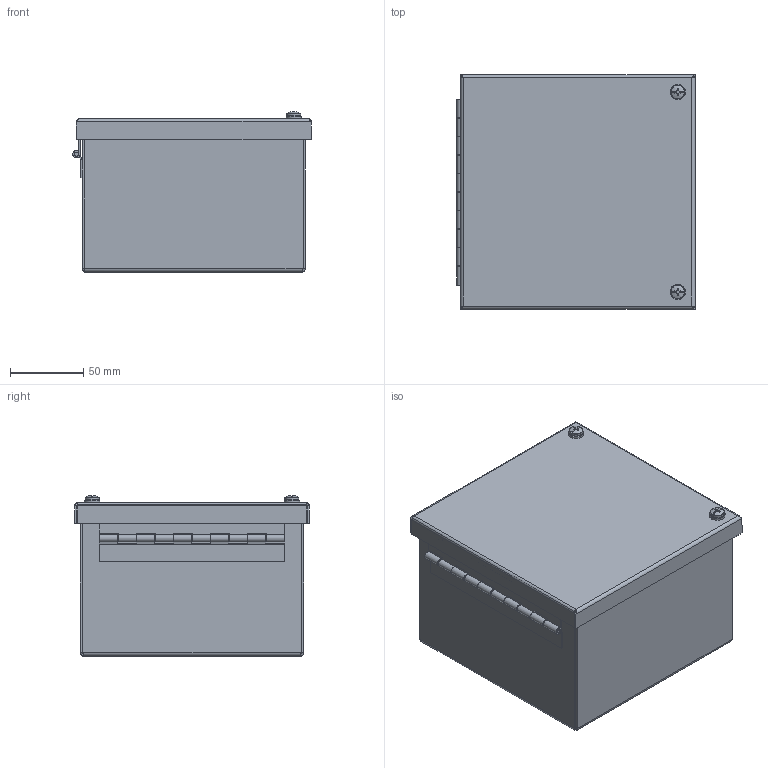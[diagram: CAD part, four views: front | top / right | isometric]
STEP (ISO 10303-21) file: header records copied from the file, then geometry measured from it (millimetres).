
FILE_DESCRIPTION(/* description */ ('JIC,WA-GIE,CS,6X6X4,N12'),/* implementation_level */ '2;1');
FILE_NAME(/* name */ 'WA060604GIE.stp',/* time_stamp */ '2021-10-23T16:20:58-05:00',/* author */ ('kadelman'),/* organization */ (''),/* preprocessor_version */ 'ST-DEVELOPER v18',/* originating_system */ 'Autodesk Inventor 2020',/* authorisation */ '');
FILE_SCHEMA (('AUTOMOTIVE_DESIGN { 1 0 10303 214 3 1 1 }'));
Length unit declared in the file: inch
Products named in the file (13): WA060604GIE; WA060604GIEBKP; 3499; 328120; 328120LH; 328120P; 328120TH; WA0606GIELID; 316258; 38811; 34984; HFW372235-SCREW; HFW372235-WASHER
Assembly tree (19 placements, depth 3):
  WA060604GIE
    WA060604GIEBKP
    3499  x4
    328120
      328120LH
      328120P
      328120TH
    WA0606GIELID
    316258  x2
    38811
    34984  x2
    HFW372235-SCREW  x2
    HFW372235-WASHER  x2
Bounding box: 162.85 x 160.34 x 109.79 mm (x, y, z)
Volume: 240615 mm3; surface area: 289117.1 mm2
Topology: 18 solids, 18 shells, 455 faces, 1153 edges, 747 vertices
Faces by surface type: plane 257, cylinder 123, bspline 36, cone 27, torus 8, sphere 4
Full cylindrical faces by diameter (mm): 2.54 x1, 2.957 x10, 3.533 x2, 3.534 x16, 3.962 x6, 4.445 x2, 4.775 x12, 4.826 x1, 4.978 x2, 6.299 x2, 6.35 x1, 6.528 x4, 7.144 x2, 7.62 x4, 7.938 x4, 9.525 x2, 10.312 x2, 15.875 x4
Entity records: 12302 total; most frequent: CARTESIAN_POINT 3866, ORIENTED_EDGE 1606, DIRECTION 1576, EDGE_CURVE 803, AXIS2_PLACEMENT_3D 533, LINE 510, VECTOR 510, VERTEX_POINT 510
